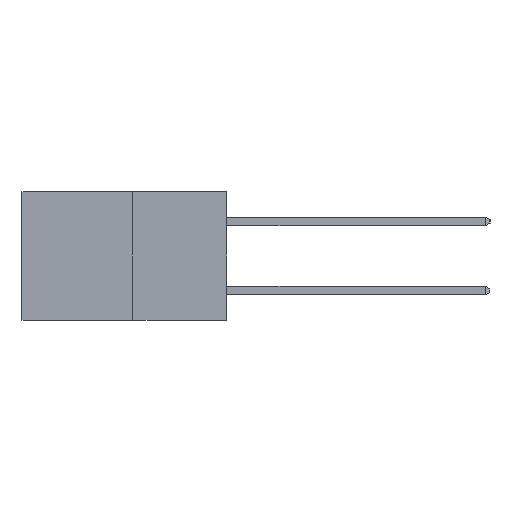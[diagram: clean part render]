
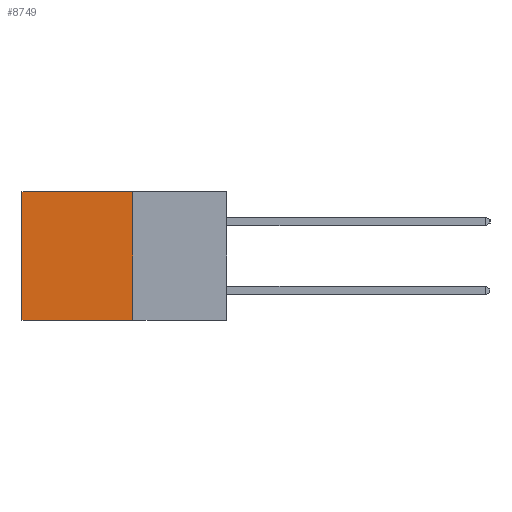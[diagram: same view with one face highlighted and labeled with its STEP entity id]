
A CAD part, left-side view. The second image highlights one B-rep face of the part: STEP entity #8749.
In plain terms, the highlighted planar face has unit normal (-1, 0, 0).
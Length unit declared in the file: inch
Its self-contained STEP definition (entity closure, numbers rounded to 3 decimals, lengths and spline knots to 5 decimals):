
#924 = VERTEX_POINT ( 'NONE', #9622 ) ;
#1243 = DIRECTION ( 'NONE',  ( 0., 1., 0. ) ) ;
#1498 = VECTOR ( 'NONE', #1243, 39.37008 ) ;
#1848 = EDGE_CURVE ( 'NONE', #5172, #924, #5901, .T. ) ;
#1972 = CARTESIAN_POINT ( 'NONE',  ( 0.277, 0.27, 0. ) ) ;
#2036 = DIRECTION ( 'NONE',  ( 0., 0., -1. ) ) ;
#2507 = EDGE_CURVE ( 'NONE', #924, #9280, #8114, .T. ) ;
#2651 = VECTOR ( 'NONE', #9597, 39.37008 ) ;
#2791 = VECTOR ( 'NONE', #3321, 39.37008 ) ;
#3321 = DIRECTION ( 'NONE',  ( 0., 0., -1. ) ) ;
#3435 = CARTESIAN_POINT ( 'NONE',  ( 0.277, 0.27, -0.37 ) ) ;
#3466 = EDGE_CURVE ( 'NONE', #3958, #9280, #8614, .T. ) ;
#3958 = VERTEX_POINT ( 'NONE', #5804 ) ;
#4006 = CARTESIAN_POINT ( 'NONE',  ( 0.277, 0.59, -0.37 ) ) ;
#4140 = CARTESIAN_POINT ( 'NONE',  ( 0.277, 0.59, -0.37 ) ) ;
#4191 = VECTOR ( 'NONE', #2036, 39.37008 ) ;
#5069 = EDGE_LOOP ( 'NONE', ( #6053, #5780, #5787, #5861 ) ) ;
#5172 = VERTEX_POINT ( 'NONE', #5443 ) ;
#5443 = CARTESIAN_POINT ( 'NONE',  ( 0.277, 0.27, 0. ) ) ;
#5780 = ORIENTED_EDGE ( 'NONE', *, *, #3466, .F. ) ;
#5787 = ORIENTED_EDGE ( 'NONE', *, *, #9390, .F. ) ;
#5804 = CARTESIAN_POINT ( 'NONE',  ( 0.277, 0.27, -0.37 ) ) ;
#5861 = ORIENTED_EDGE ( 'NONE', *, *, #1848, .T. ) ;
#5901 = LINE ( 'NONE', #1972, #1498 ) ;
#6053 = ORIENTED_EDGE ( 'NONE', *, *, #2507, .T. ) ;
#6429 = AXIS2_PLACEMENT_3D ( 'NONE', #8239, #8233, #8222 ) ;
#7186 = FACE_OUTER_BOUND ( 'NONE', #5069, .T. ) ;
#8114 = LINE ( 'NONE', #4140, #4191 ) ;
#8139 = CARTESIAN_POINT ( 'NONE',  ( 0.277, 0.27, -0.37 ) ) ;
#8222 = DIRECTION ( 'NONE',  ( 0., 0., -1. ) ) ;
#8233 = DIRECTION ( 'NONE',  ( 1., 0., 0. ) ) ;
#8239 = CARTESIAN_POINT ( 'NONE',  ( 0.277, 0.27, -0.37 ) ) ;
#8266 = PLANE ( 'NONE',  #6429 ) ;
#8614 = LINE ( 'NONE', #8139, #2651 ) ;
#8735 = LINE ( 'NONE', #3435, #2791 ) ;
#8749 = ADVANCED_FACE ( 'NONE', ( #7186 ), #8266, .F. ) ;
#9280 = VERTEX_POINT ( 'NONE', #4006 ) ;
#9390 = EDGE_CURVE ( 'NONE', #5172, #3958, #8735, .T. ) ;
#9597 = DIRECTION ( 'NONE',  ( 0., 1., 0. ) ) ;
#9622 = CARTESIAN_POINT ( 'NONE',  ( 0.277, 0.59, 0. ) ) ;
